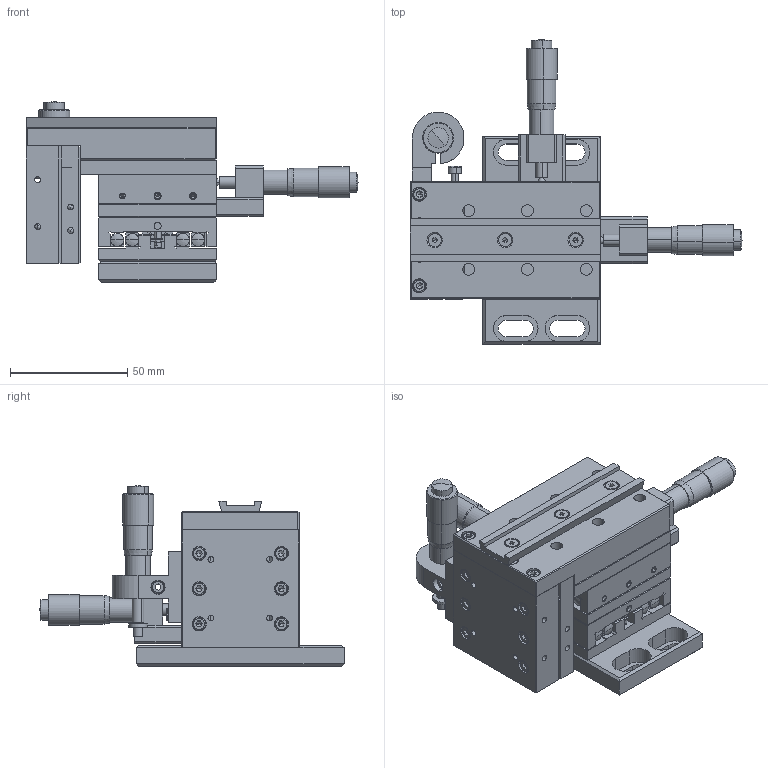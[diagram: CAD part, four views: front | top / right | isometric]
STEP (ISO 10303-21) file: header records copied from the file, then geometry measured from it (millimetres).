
FILE_DESCRIPTION (( 'STEP AP203' ), '1' );
FILE_NAME ('NFP-3561L.step', '2019-05-08T07:27:54', ( '' ), ( '' ), 'SwSTEP 2.0', 'SolidWorks 2017', '' );
FILE_SCHEMA (( 'CONFIG_CONTROL_DESIGN' ));
Length unit declared in the file: millimetre
Products named in the file (1): NFP-3561L
Bounding box: 141.3 x 129.5 x 76.8 mm (x, y, z)
Surface area: 86782.6 mm2 (no closed solid volume)
Topology: 0 solids, 92 shells, 917 faces, 3448 edges, 2482 vertices
Faces by surface type: plane 555, cylinder 172, cone 100, torus 44, bspline 36, sphere 10
Entity records: 36683 total; most frequent: CARTESIAN_POINT 7461, DIRECTION 6281, ORIENTED_EDGE 5141, EDGE_CURVE 3364, VERTEX_POINT 2476, VECTOR 2153, LINE 2153, AXIS2_PLACEMENT_3D 2064
